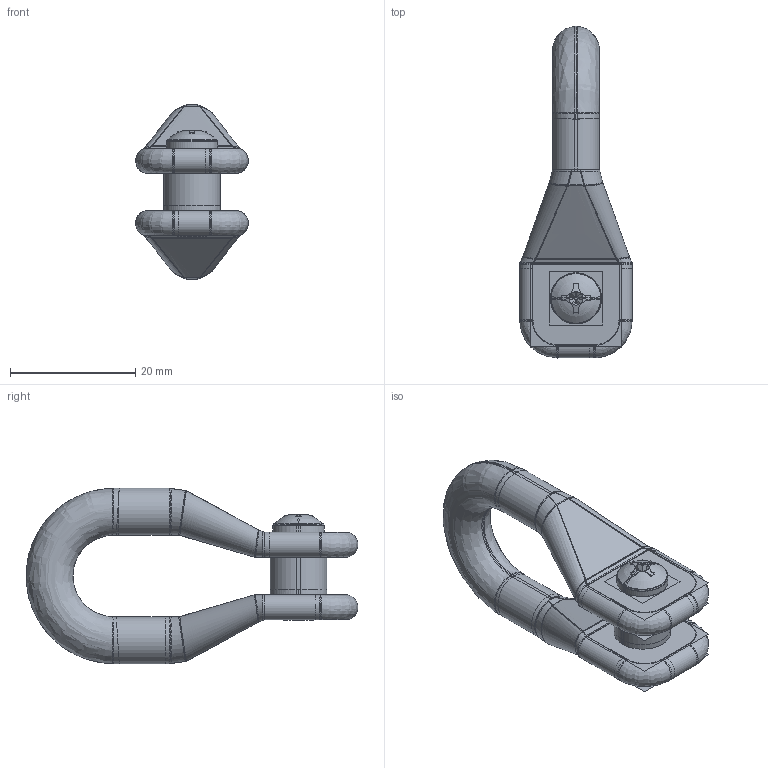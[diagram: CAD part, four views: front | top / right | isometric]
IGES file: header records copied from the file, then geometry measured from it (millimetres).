
Start section:  PTC IGES file: a-549.igs
Global section: file name: a-549.igs; native system: Creo Parametric by PTC Inc.; preprocessor: 2021284; author: Student; organization: Unknown; date: 20211206.113808; units: millimetre
Bounding box: 18.04 x 53 x 28.01 mm (x, y, z)
Surface area: 7333 mm2 (no closed solid volume)
Topology: 0 solids, 0 shells, 208 faces, 2814 edges, 3608 vertices
Faces by surface type: bspline 136, revolution 72
